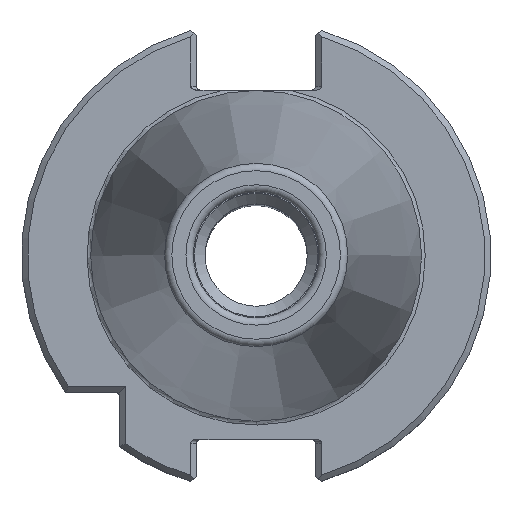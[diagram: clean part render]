
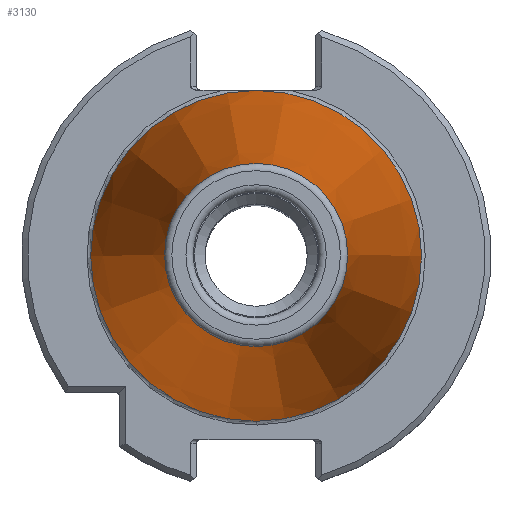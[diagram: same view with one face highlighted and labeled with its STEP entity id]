
A CAD part, top view. The second image highlights one B-rep face of the part: STEP entity #3130.
In plain terms, the highlighted conical face has half-angle 8.297 degrees and reference radius 22.395 mm.
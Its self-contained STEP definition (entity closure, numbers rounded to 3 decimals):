
#406=CONICAL_SURFACE('',#3335,22.395,0.145);
#556=ORIENTED_EDGE('',*,*,#1066,.F.);
#557=ORIENTED_EDGE('',*,*,#1096,.T.);
#1066=EDGE_CURVE('',#1370,#1370,#1583,.T.);
#1096=EDGE_CURVE('',#1392,#1392,#1593,.T.);
#1370=VERTEX_POINT('',#4266);
#1392=VERTEX_POINT('',#4409);
#1583=CIRCLE('',#3315,12.397);
#1593=CIRCLE('',#3336,22.395);
#1744=EDGE_LOOP('',(#556));
#1745=EDGE_LOOP('',(#557));
#1947=FACE_BOUND('',#1744,.T.);
#1948=FACE_BOUND('',#1745,.T.);
#3130=ADVANCED_FACE('',(#1947,#1948),#406,.T.);
#3315=AXIS2_PLACEMENT_3D('',#4265,#3678,#3679);
#3335=AXIS2_PLACEMENT_3D('',#4407,#3718,#3719);
#3336=AXIS2_PLACEMENT_3D('',#4408,#3720,#3721);
#3678=DIRECTION('',(0.,0.,1.));
#3679=DIRECTION('',(1.,0.,0.));
#3718=DIRECTION('',(0.,0.,-1.));
#3719=DIRECTION('',(-1.,0.,0.));
#3720=DIRECTION('',(0.,0.,1.));
#3721=DIRECTION('',(1.,0.,0.));
#4265=CARTESIAN_POINT('',(0.,0.,67.394));
#4266=CARTESIAN_POINT('',(12.397,0.,67.394));
#4407=CARTESIAN_POINT('',(0.,0.,-1.163));
#4408=CARTESIAN_POINT('',(0.,0.,-1.163));
#4409=CARTESIAN_POINT('',(22.395,0.,-1.163));
